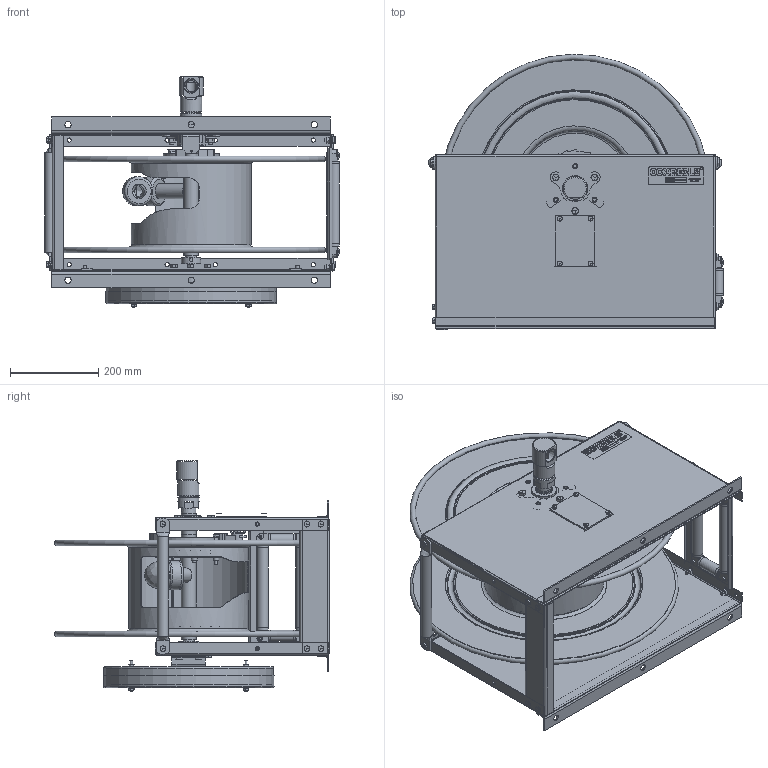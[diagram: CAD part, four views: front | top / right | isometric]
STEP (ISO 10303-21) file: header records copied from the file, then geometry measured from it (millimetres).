
FILE_DESCRIPTION(('Twin Gas - Oxy / Acc - 1/4" Hose - 50'' '),'2;1');
FILE_NAME('SLPL(F)-[SizeIndex_6]-SHARED.stp','2011-01-11T14:44:50',('JKucera'),('Coxreels'),'Autodesk Inventor 2011','Autodesk Inventor 2011','');
FILE_SCHEMA(('AUTOMOTIVE_DESIGN { 1 0 10303 214 1 1 1 1 }'));
Length unit declared in the file: inch
Products named in the file (1): SLPL(F)-[SizeIndex_6]-SHARED
Bounding box: 669.01 x 624.37 x 522.69 mm (x, y, z)
Surface area: 3673453.8 mm2 (no closed solid volume)
Topology: 0 solids, 211 shells, 578 faces, 4486 edges, 4029 vertices
Faces by surface type: plane 378, cylinder 129, torus 30, cone 20, bspline 17, sphere 4
Full cylindrical faces by diameter (mm): 6.35 x4, 7.798 x3, 7.938 x8, 9.525 x2, 12.7 x3, 14.288 x6, 22.225 x1, 24.308 x1, 25.4 x16, 28.956 x1, 30.988 x1, 33.223 x2, 33.401 x2, 41.275 x1, 44.323 x1, 48.768 x2, 57.125 x1, 261.635 x1, 387.096 x1, 388.62 x1
Entity records: 48748 total; most frequent: CARTESIAN_POINT 17154, DIRECTION 5291, ORIENTED_EDGE 4911, EDGE_CURVE 4357, VERTEX_POINT 3997, VECTOR 2207, LINE 2207, AXIS2_PLACEMENT_3D 1542
